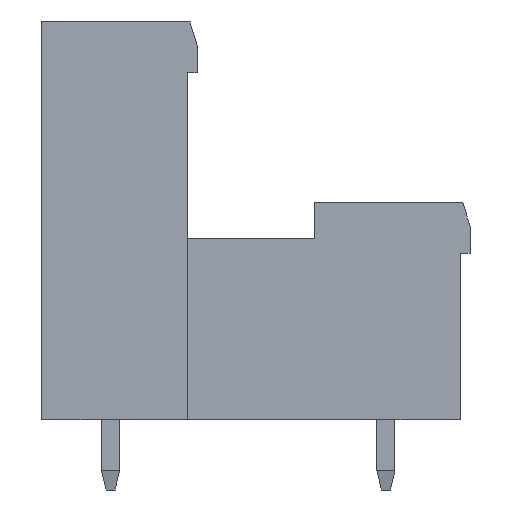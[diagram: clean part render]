
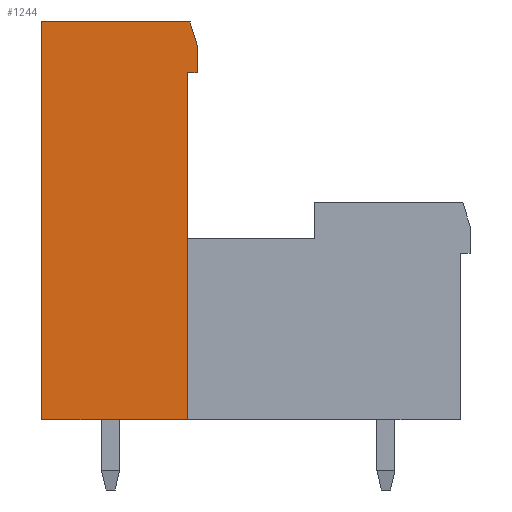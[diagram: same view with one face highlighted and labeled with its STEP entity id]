
A CAD part, left-side view. The second image highlights one B-rep face of the part: STEP entity #1244.
In plain terms, the highlighted planar face has unit normal (-1, 0, 0).
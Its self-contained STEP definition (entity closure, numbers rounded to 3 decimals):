
#1244 = ADVANCED_FACE( '', ( #2522 ), #2523, .T. );
#2522 = FACE_OUTER_BOUND( '', #3848, .T. );
#2523 = PLANE( '', #3849 );
#3848 = EDGE_LOOP( '', ( #7231, #7232, #7233, #7234, #7235, #7236, #7237 ) );
#3849 = AXIS2_PLACEMENT_3D( '', #7238, #7239, #7240 );
#7231 = ORIENTED_EDGE( '', *, *, #8685, .F. );
#7232 = ORIENTED_EDGE( '', *, *, #9304, .T. );
#7233 = ORIENTED_EDGE( '', *, *, #8758, .T. );
#7234 = ORIENTED_EDGE( '', *, *, #9487, .T. );
#7235 = ORIENTED_EDGE( '', *, *, #9382, .F. );
#7236 = ORIENTED_EDGE( '', *, *, #9345, .T. );
#7237 = ORIENTED_EDGE( '', *, *, #9488, .T. );
#7238 = CARTESIAN_POINT( '', ( -15.24, -4.3, 11. ) );
#7239 = DIRECTION( '', ( -1., 0., 0. ) );
#7240 = DIRECTION( '', ( 0., -1., 0. ) );
#8685 = EDGE_CURVE( '', #10670, #10672, #10673, .T. );
#8758 = EDGE_CURVE( '', #10787, #10785, #10788, .T. );
#9304 = EDGE_CURVE( '', #10670, #10787, #11579, .T. );
#9345 = EDGE_CURVE( '', #11631, #11629, #11632, .T. );
#9382 = EDGE_CURVE( '', #11631, #11669, #11676, .T. );
#9487 = EDGE_CURVE( '', #10785, #11669, #11799, .T. );
#9488 = EDGE_CURVE( '', #11629, #10672, #11800, .T. );
#10670 = VERTEX_POINT( '', #13507 );
#10672 = VERTEX_POINT( '', #13510 );
#10673 = LINE( '', #13511, #13512 );
#10785 = VERTEX_POINT( '', #13668 );
#10787 = VERTEX_POINT( '', #13671 );
#10788 = LINE( '', #13672, #13673 );
#11579 = LINE( '', #14999, #15000 );
#11629 = VERTEX_POINT( '', #15073 );
#11631 = VERTEX_POINT( '', #15076 );
#11632 = LINE( '', #15077, #15078 );
#11669 = VERTEX_POINT( '', #15136 );
#11676 = LINE( '', #15149, #15150 );
#11799 = LINE( '', #15333, #15334 );
#11800 = LINE( '', #15335, #15336 );
#13507 = CARTESIAN_POINT( '', ( -15.24, -4.3, 9.7 ) );
#13510 = CARTESIAN_POINT( '', ( -15.24, -4.3, 8.2 ) );
#13511 = CARTESIAN_POINT( '', ( -15.24, -4.3, 11. ) );
#13512 = VECTOR( '', #16133, 1000. );
#13668 = CARTESIAN_POINT( '', ( -15.24, 4.3, 11. ) );
#13671 = CARTESIAN_POINT( '', ( -15.24, -3.9, 11. ) );
#13672 = CARTESIAN_POINT( '', ( -15.24, -4.3, 11. ) );
#13673 = VECTOR( '', #16209, 1000. );
#14999 = CARTESIAN_POINT( '', ( -15.24, -3.935, 10.888 ) );
#15000 = VECTOR( '', #16688, 1000. );
#15073 = CARTESIAN_POINT( '', ( -15.24, -3.75, 8.2 ) );
#15076 = CARTESIAN_POINT( '', ( -15.24, -3.75, -11. ) );
#15077 = CARTESIAN_POINT( '', ( -15.24, -3.75, -1. ) );
#15078 = VECTOR( '', #16722, 1000. );
#15136 = CARTESIAN_POINT( '', ( -15.24, 4.3, -11. ) );
#15149 = CARTESIAN_POINT( '', ( -15.24, -4.3, -11. ) );
#15150 = VECTOR( '', #16753, 1000. );
#15333 = CARTESIAN_POINT( '', ( -15.24, 4.3, 11. ) );
#15334 = VECTOR( '', #16823, 1000. );
#15335 = CARTESIAN_POINT( '', ( -15.24, -3.75, 8.2 ) );
#15336 = VECTOR( '', #16824, 1000. );
#16133 = DIRECTION( '', ( 0., 0., -1. ) );
#16209 = DIRECTION( '', ( 0., 1., 0. ) );
#16688 = DIRECTION( '', ( 0., 0.294, 0.956 ) );
#16722 = DIRECTION( '', ( 0., 0., 1. ) );
#16753 = DIRECTION( '', ( 0., 1., 0. ) );
#16823 = DIRECTION( '', ( 0., 0., -1. ) );
#16824 = DIRECTION( '', ( 0., -1., 0. ) );
